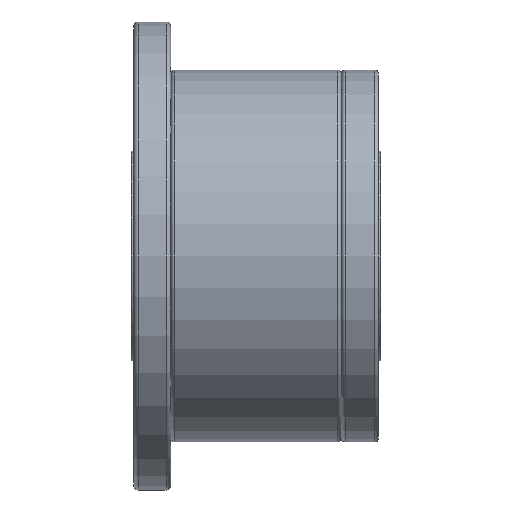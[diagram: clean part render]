
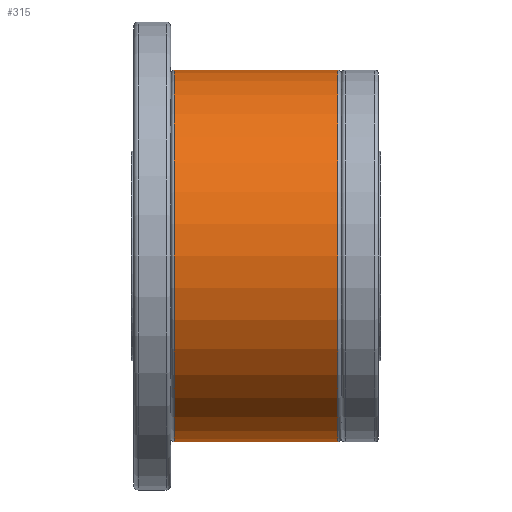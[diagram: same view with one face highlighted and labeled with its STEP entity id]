
A CAD part, front view. The second image highlights one B-rep face of the part: STEP entity #315.
In plain terms, the highlighted cylindrical face has radius 85 mm (diameter 170 mm), a partial arc.
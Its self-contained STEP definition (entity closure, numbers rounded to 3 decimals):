
#315=ADVANCED_FACE('',(#906),#907,.T.);
#906=FACE_OUTER_BOUND('',#1533,.T.);
#907=CYLINDRICAL_SURFACE('',#1534,85.0);
#1533=EDGE_LOOP('',(#3650,#3651,#3652,#3653,#3654,#3655));
#1534=AXIS2_PLACEMENT_3D('',#3656,#3657,#3658);
#3650=ORIENTED_EDGE('',*,*,#3787,.T.);
#3651=ORIENTED_EDGE('',*,*,#4444,.F.);
#3652=ORIENTED_EDGE('',*,*,#4443,.F.);
#3653=ORIENTED_EDGE('',*,*,#3789,.T.);
#3654=ORIENTED_EDGE('',*,*,#4442,.T.);
#3655=ORIENTED_EDGE('',*,*,#4441,.T.);
#3656=CARTESIAN_POINT('',(57.0,0.0,0.0));
#3657=DIRECTION('',(1.0,0.0,0.0));
#3658=DIRECTION('',(0.0,0.0,-1.0));
#3787=EDGE_CURVE('',#4481,#4482,#4483,.T.);
#3789=EDGE_CURVE('',#4486,#4484,#4487,.T.);
#4441=EDGE_CURVE('',#5575,#4481,#5576,.T.);
#4442=EDGE_CURVE('',#4484,#5575,#5577,.T.);
#4443=EDGE_CURVE('',#4486,#5578,#5579,.T.);
#4444=EDGE_CURVE('',#5578,#4482,#5580,.T.);
#4481=VERTEX_POINT('',#5625);
#4482=VERTEX_POINT('',#5626);
#4483=LINE('',#5627,#5628);
#4484=VERTEX_POINT('',#5629);
#4486=VERTEX_POINT('',#5631);
#4487=LINE('',#5632,#5633);
#5575=VERTEX_POINT('',#7128);
#5576=CIRCLE('',#7129,85.0);
#5577=CIRCLE('',#7130,85.0);
#5578=VERTEX_POINT('',#7131);
#5579=CIRCLE('',#7132,85.0);
#5580=CIRCLE('',#7133,85.0);
#5625=CARTESIAN_POINT('',(19.7,0.,-85.0));
#5626=CARTESIAN_POINT('',(94.3,0.,-85.0));
#5627=CARTESIAN_POINT('',(57.0,0.,-85.0));
#5628=VECTOR('',#7182,1.0);
#5629=CARTESIAN_POINT('',(19.7,0.,85.0));
#5631=CARTESIAN_POINT('',(94.3,0.,85.0));
#5632=CARTESIAN_POINT('',(57.0,0.,85.0));
#5633=VECTOR('',#7186,1.0);
#7128=CARTESIAN_POINT('',(19.7,-85.0,0.));
#7129=AXIS2_PLACEMENT_3D('',#8451,#8452,#8453);
#7130=AXIS2_PLACEMENT_3D('',#8454,#8455,#8456);
#7131=CARTESIAN_POINT('',(94.3,-85.0,0.0));
#7132=AXIS2_PLACEMENT_3D('',#8457,#8458,#8459);
#7133=AXIS2_PLACEMENT_3D('',#8460,#8461,#8462);
#7182=DIRECTION('',(1.0,0.0,0.0));
#7186=DIRECTION('',(-1.0,-0.0,-0.0));
#8451=CARTESIAN_POINT('',(19.7,0.,0.));
#8452=DIRECTION('',(1.0,0.0,0.0));
#8453=DIRECTION('',(0.0,0.0,-1.0));
#8454=CARTESIAN_POINT('',(19.7,0.,0.));
#8455=DIRECTION('',(1.0,0.0,0.0));
#8456=DIRECTION('',(0.0,0.0,-1.0));
#8457=CARTESIAN_POINT('',(94.3,0.,0.0));
#8458=DIRECTION('',(1.0,0.0,0.0));
#8459=DIRECTION('',(0.0,0.0,-1.0));
#8460=CARTESIAN_POINT('',(94.3,0.,0.0));
#8461=DIRECTION('',(1.0,0.0,0.0));
#8462=DIRECTION('',(0.0,0.0,-1.0));
